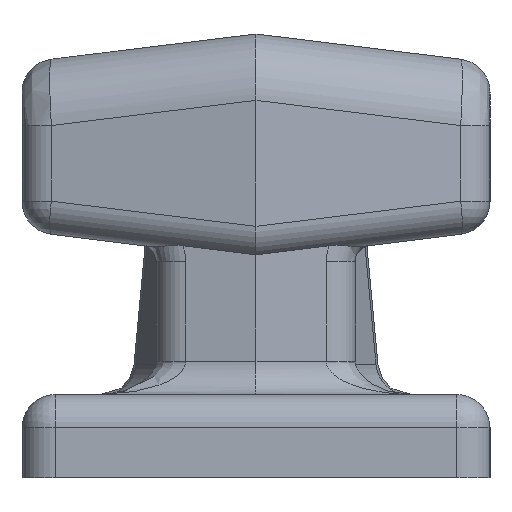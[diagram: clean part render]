
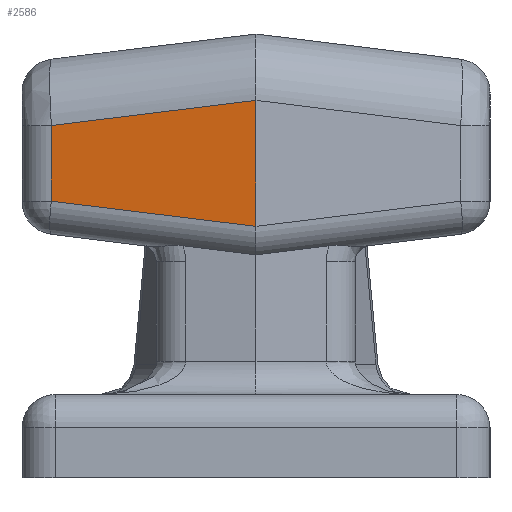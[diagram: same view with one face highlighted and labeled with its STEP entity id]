
A CAD part, left-side view. The second image highlights one B-rep face of the part: STEP entity #2586.
In plain terms, the highlighted planar face has unit normal (-0.993, 0.122, 0).
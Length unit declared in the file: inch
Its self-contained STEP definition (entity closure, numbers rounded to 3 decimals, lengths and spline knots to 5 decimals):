
#68=PLANE('',#2902);
#306=FACE_OUTER_BOUND('',#482,.T.);
#482=EDGE_LOOP('',(#2123,#2124,#2125,#2126));
#641=LINE('',#4811,#802);
#643=LINE('',#4969,#804);
#656=LINE('',#5087,#817);
#657=LINE('',#5088,#818);
#802=VECTOR('',#3491,0.3937);
#804=VECTOR('',#3525,0.3937);
#817=VECTOR('',#3600,0.3937);
#818=VECTOR('',#3601,0.3937);
#1119=VERTEX_POINT('',#4605);
#1146=VERTEX_POINT('',#4810);
#1156=VERTEX_POINT('',#4968);
#1170=VERTEX_POINT('',#5086);
#1453=EDGE_CURVE('',#1119,#1146,#641,.T.);
#1471=EDGE_CURVE('',#1146,#1156,#643,.T.);
#1501=EDGE_CURVE('',#1170,#1119,#656,.T.);
#1502=EDGE_CURVE('',#1156,#1170,#657,.T.);
#2123=ORIENTED_EDGE('',*,*,#1453,.F.);
#2124=ORIENTED_EDGE('',*,*,#1501,.F.);
#2125=ORIENTED_EDGE('',*,*,#1502,.F.);
#2126=ORIENTED_EDGE('',*,*,#1471,.F.);
#2586=ADVANCED_FACE('',(#306),#68,.T.);
#2902=AXIS2_PLACEMENT_3D('',#5085,#3598,#3599);
#3491=DIRECTION('',(0.121,0.985,0.121));
#3525=DIRECTION('',(0.,0.,1.));
#3598=DIRECTION('center_axis',(-0.993,0.122,0.));
#3599=DIRECTION('ref_axis',(0.122,0.993,0.));
#3600=DIRECTION('',(0.,0.,-1.));
#3601=DIRECTION('',(-0.121,-0.985,0.121));
#4605=CARTESIAN_POINT('',(-2.2575,0.,0.94098));
#4810=CARTESIAN_POINT('',(-2.16354,0.76523,1.03494));
#4811=CARTESIAN_POINT('',(-2.19692,0.49337,1.00156));
#4968=CARTESIAN_POINT('',(-2.16354,0.76523,1.3179));
#4969=CARTESIAN_POINT('',(-2.16354,0.76523,1.47473));
#5085=CARTESIAN_POINT('Origin',(-2.2575,0.,1.66));
#5086=CARTESIAN_POINT('',(-2.2575,0.,1.41186));
#5087=CARTESIAN_POINT('',(-2.2575,0.,1.10826));
#5088=CARTESIAN_POINT('',(-2.20859,0.39831,1.36296));
